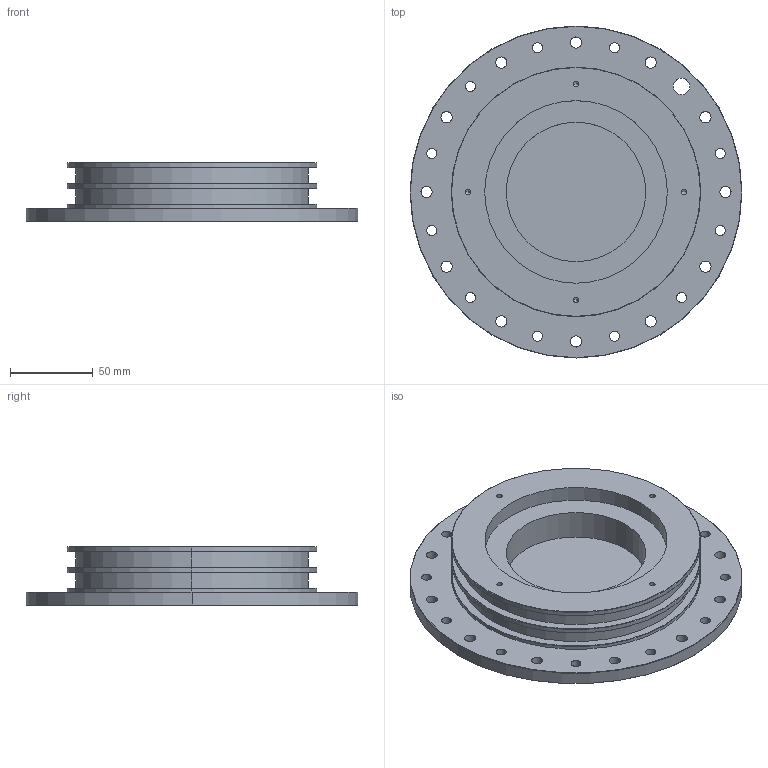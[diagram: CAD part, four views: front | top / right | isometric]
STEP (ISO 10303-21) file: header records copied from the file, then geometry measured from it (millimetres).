
FILE_DESCRIPTION (( 'STEP AP214' ), '1' );
FILE_NAME ('Bride_6_pouces_metal.STEP', '2024-09-03T21:51:32', ( '' ), ( '' ), 'SwSTEP 2.0', 'SolidWorks 2024', '' );
FILE_SCHEMA (( 'AUTOMOTIVE_DESIGN' ));
Length unit declared in the file: millimetre
Products named in the file (1): Bride_6_pouces_metal
Bounding box: 200 x 200 x 35.4 mm (x, y, z)
Volume: 483277.5 mm3; surface area: 106428.8 mm2
Topology: 1 solids, 1 shells, 307 faces, 788 edges, 514 vertices
Faces by surface type: cylinder 232, plane 53, cone 22
Entity records: 9627 total; most frequent: DIRECTION 1874, CARTESIAN_POINT 1602, ORIENTED_EDGE 1560, AXIS2_PLACEMENT_3D 786, EDGE_CURVE 780, VERTEX_POINT 514, CIRCLE 478, EDGE_LOOP 394
